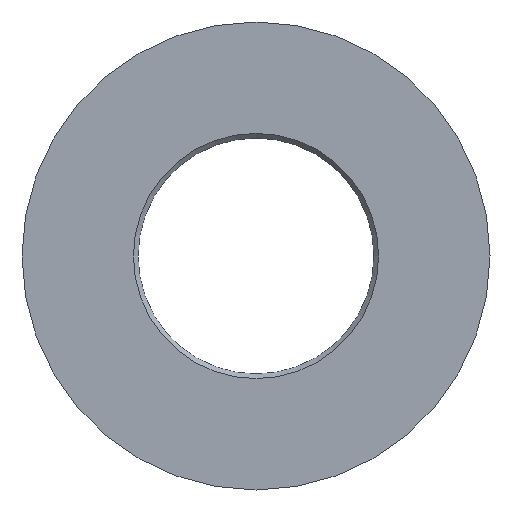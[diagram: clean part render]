
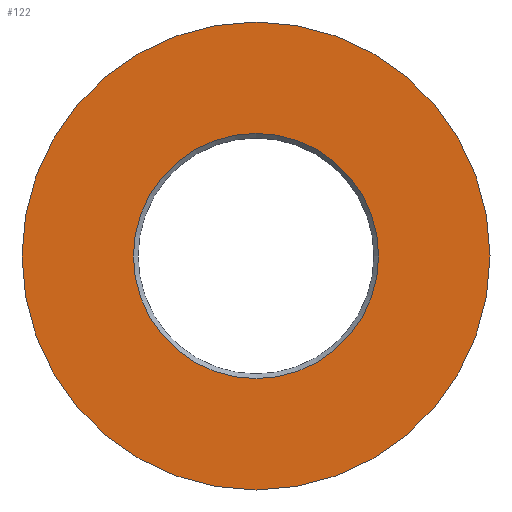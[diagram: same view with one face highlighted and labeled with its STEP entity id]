
A CAD part, front view. The second image highlights one B-rep face of the part: STEP entity #122.
In plain terms, the highlighted planar face has unit normal (0, -1, 0).
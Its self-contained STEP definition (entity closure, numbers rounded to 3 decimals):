
#15=FACE_BOUND('',#35,.T.);
#18=PLANE('',#158);
#26=FACE_OUTER_BOUND('',#34,.T.);
#34=EDGE_LOOP('',(#99));
#35=EDGE_LOOP('',(#100));
#53=CIRCLE('',#152,13.1);
#58=CIRCLE('',#159,25.);
#63=VERTEX_POINT('',#214);
#68=VERTEX_POINT('',#228);
#73=EDGE_CURVE('',#63,#63,#53,.T.);
#80=EDGE_CURVE('',#68,#68,#58,.T.);
#99=ORIENTED_EDGE('',*,*,#80,.F.);
#100=ORIENTED_EDGE('',*,*,#73,.F.);
#122=ADVANCED_FACE('',(#26,#15),#18,.T.);
#152=AXIS2_PLACEMENT_3D('',#215,#173,#174);
#158=AXIS2_PLACEMENT_3D('',#227,#187,#188);
#159=AXIS2_PLACEMENT_3D('',#229,#189,#190);
#173=DIRECTION('center_axis',(0.,-1.,0.));
#174=DIRECTION('ref_axis',(-1.,0.,0.));
#187=DIRECTION('center_axis',(0.,-1.,0.));
#188=DIRECTION('ref_axis',(0.,0.,-1.));
#189=DIRECTION('center_axis',(0.,1.,0.));
#190=DIRECTION('ref_axis',(1.,0.,0.));
#214=CARTESIAN_POINT('',(13.1,0.,0.));
#215=CARTESIAN_POINT('Origin',(0.,0.,
0.));
#227=CARTESIAN_POINT('Origin',(25.,0.,0.));
#228=CARTESIAN_POINT('',(-25.,0.,0.));
#229=CARTESIAN_POINT('Origin',(0.,0.,
0.));
